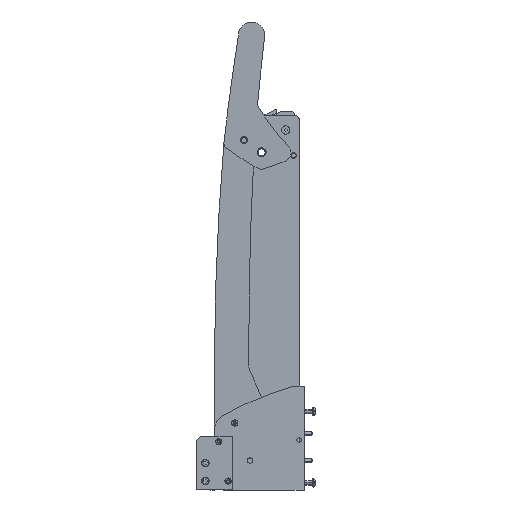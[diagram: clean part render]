
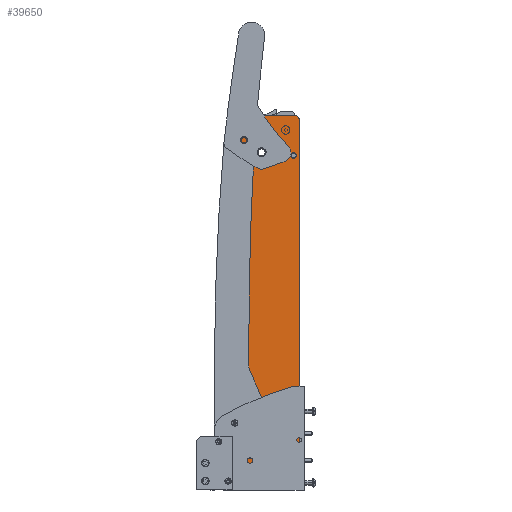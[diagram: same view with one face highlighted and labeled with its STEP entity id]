
A CAD part, left-side view. The second image highlights one B-rep face of the part: STEP entity #39650.
In plain terms, the highlighted face is planar.
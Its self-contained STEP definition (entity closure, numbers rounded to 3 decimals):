
#133 = CARTESIAN_POINT ( 'NONE',  ( -206.5, -40., -5. ) ) ;
#881 = VERTEX_POINT ( 'NONE', #3084 ) ;
#1407 = CARTESIAN_POINT ( 'NONE',  ( -202.5, -36., -5. ) ) ;
#1637 = CARTESIAN_POINT ( 'NONE',  ( -169.5, 2., -5. ) ) ;
#2162 = VERTEX_POINT ( 'NONE', #33132 ) ;
#2216 = EDGE_LOOP ( 'NONE', ( #20704, #32503 ) ) ;
#2349 = AXIS2_PLACEMENT_3D ( 'NONE', #1407, #17872, #30621 ) ;
#3084 = CARTESIAN_POINT ( 'NONE',  ( 206.5, -36., -5. ) ) ;
#4242 = LINE ( 'NONE', #20526, #17608 ) ;
#4970 = VERTEX_POINT ( 'NONE', #1637 ) ;
#6025 = CARTESIAN_POINT ( 'NONE',  ( 202.5, 36., -5. ) ) ;
#6111 = DIRECTION ( 'NONE',  ( 0., 0., 1. ) ) ;
#6300 = EDGE_CURVE ( 'NONE', #21198, #24708, #38286, .T. ) ;
#6581 = DIRECTION ( 'NONE',  ( 1., 0., 0. ) ) ;
#6748 = FACE_BOUND ( 'NONE', #2216, .T. ) ;
#7003 = VECTOR ( 'NONE', #36272, 1000. ) ;
#7225 = AXIS2_PLACEMENT_3D ( 'NONE', #9458, #38489, #34951 ) ;
#7645 = LINE ( 'NONE', #8249, #7003 ) ;
#8249 = CARTESIAN_POINT ( 'NONE',  ( -206.5, -40., -5. ) ) ;
#8328 = CIRCLE ( 'NONE', #23725, 4. ) ;
#8484 = CARTESIAN_POINT ( 'NONE',  ( -161.5, 2., -5. ) ) ;
#9061 = VERTEX_POINT ( 'NONE', #30063 ) ;
#9150 = DIRECTION ( 'NONE',  ( -1., 0., 0. ) ) ;
#9244 = DIRECTION ( 'NONE',  ( 1., 0., 0. ) ) ;
#9298 = DIRECTION ( 'NONE',  ( -1., 0., 0. ) ) ;
#9458 = CARTESIAN_POINT ( 'NONE',  ( -206.5, 40., -5. ) ) ;
#9497 = CARTESIAN_POINT ( 'NONE',  ( -202.5, 36., -5. ) ) ;
#10312 = CIRCLE ( 'NONE', #2349, 4. ) ;
#10514 = ORIENTED_EDGE ( 'NONE', *, *, #20903, .T. ) ;
#10753 = AXIS2_PLACEMENT_3D ( 'NONE', #38085, #6111, #9244 ) ;
#10827 = VECTOR ( 'NONE', #37523, 1000. ) ;
#11286 = VERTEX_POINT ( 'NONE', #35803 ) ;
#11398 = ORIENTED_EDGE ( 'NONE', *, *, #28625, .T. ) ;
#11412 = CARTESIAN_POINT ( 'NONE',  ( 206.5, -40., -5. ) ) ;
#12070 = CIRCLE ( 'NONE', #10753, 4. ) ;
#12190 = DIRECTION ( 'NONE',  ( 0., 0., -1. ) ) ;
#12246 = DIRECTION ( 'NONE',  ( 0., 0., -1. ) ) ;
#12790 = EDGE_CURVE ( 'NONE', #4970, #23852, #12070, .T. ) ;
#13066 = VECTOR ( 'NONE', #18527, 1000. ) ;
#14304 = AXIS2_PLACEMENT_3D ( 'NONE', #31282, #12246, #28154 ) ;
#14387 = EDGE_CURVE ( 'NONE', #881, #9061, #32243, .T. ) ;
#15363 = CARTESIAN_POINT ( 'NONE',  ( 202.5, -36., -5. ) ) ;
#15753 = VERTEX_POINT ( 'NONE', #25787 ) ;
#15840 = EDGE_CURVE ( 'NONE', #15753, #11286, #4242, .T. ) ;
#17608 = VECTOR ( 'NONE', #36408, 1000. ) ;
#17872 = DIRECTION ( 'NONE',  ( 0., 0., -1. ) ) ;
#18035 = ORIENTED_EDGE ( 'NONE', *, *, #19100, .F. ) ;
#18527 = DIRECTION ( 'NONE',  ( 0., 1., 0. ) ) ;
#19097 = CARTESIAN_POINT ( 'NONE',  ( -206.5, 36., -5. ) ) ;
#19100 = EDGE_CURVE ( 'NONE', #38132, #20483, #7645, .T. ) ;
#19129 = LINE ( 'NONE', #133, #10827 ) ;
#19142 = EDGE_CURVE ( 'NONE', #2162, #20483, #10312, .T. ) ;
#19480 = ORIENTED_EDGE ( 'NONE', *, *, #15840, .F. ) ;
#19700 = CIRCLE ( 'NONE', #23024, 4. ) ;
#20483 = VERTEX_POINT ( 'NONE', #21871 ) ;
#20526 = CARTESIAN_POINT ( 'NONE',  ( -206.5, 40., -5. ) ) ;
#20704 = ORIENTED_EDGE ( 'NONE', *, *, #21704, .F. ) ;
#20889 = EDGE_LOOP ( 'NONE', ( #11398, #30995 ) ) ;
#20903 = EDGE_CURVE ( 'NONE', #15753, #27123, #27746, .T. ) ;
#21078 = AXIS2_PLACEMENT_3D ( 'NONE', #34762, #12190, #37496 ) ;
#21198 = VERTEX_POINT ( 'NONE', #39835 ) ;
#21302 = EDGE_CURVE ( 'NONE', #881, #27123, #27314, .T. ) ;
#21566 = AXIS2_PLACEMENT_3D ( 'NONE', #15363, #34324, #24128 ) ;
#21704 = EDGE_CURVE ( 'NONE', #24708, #21198, #27082, .T. ) ;
#21871 = CARTESIAN_POINT ( 'NONE',  ( -206.5, -36., -5. ) ) ;
#23024 = AXIS2_PLACEMENT_3D ( 'NONE', #35610, #25816, #6581 ) ;
#23625 = CARTESIAN_POINT ( 'NONE',  ( 176.5, 0., -5. ) ) ;
#23725 = AXIS2_PLACEMENT_3D ( 'NONE', #9497, #34993, #9298 ) ;
#23852 = VERTEX_POINT ( 'NONE', #8484 ) ;
#23948 = EDGE_LOOP ( 'NONE', ( #28406, #28826, #37058, #32817, #18035, #29062, #19480, #10514 ) ) ;
#24128 = DIRECTION ( 'NONE',  ( -1., 0., 0. ) ) ;
#24708 = VERTEX_POINT ( 'NONE', #23625 ) ;
#25024 = CARTESIAN_POINT ( 'NONE',  ( 206.5, 36., -5. ) ) ;
#25787 = CARTESIAN_POINT ( 'NONE',  ( 202.5, 40., -5. ) ) ;
#25816 = DIRECTION ( 'NONE',  ( 0., 0., 1. ) ) ;
#27082 = CIRCLE ( 'NONE', #21078, 3. ) ;
#27123 = VERTEX_POINT ( 'NONE', #25024 ) ;
#27314 = LINE ( 'NONE', #11412, #13066 ) ;
#27746 = CIRCLE ( 'NONE', #39744, 4. ) ;
#28154 = DIRECTION ( 'NONE',  ( -1., 0., 0. ) ) ;
#28406 = ORIENTED_EDGE ( 'NONE', *, *, #21302, .F. ) ;
#28487 = EDGE_CURVE ( 'NONE', #38132, #11286, #8328, .T. ) ;
#28625 = EDGE_CURVE ( 'NONE', #23852, #4970, #19700, .T. ) ;
#28826 = ORIENTED_EDGE ( 'NONE', *, *, #14387, .T. ) ;
#29062 = ORIENTED_EDGE ( 'NONE', *, *, #28487, .T. ) ;
#29308 = FACE_OUTER_BOUND ( 'NONE', #23948, .T. ) ;
#30063 = CARTESIAN_POINT ( 'NONE',  ( 202.5, -40., -5. ) ) ;
#30621 = DIRECTION ( 'NONE',  ( -1., 0., 0. ) ) ;
#30995 = ORIENTED_EDGE ( 'NONE', *, *, #12790, .T. ) ;
#31282 = CARTESIAN_POINT ( 'NONE',  ( 179.5, 0., -5. ) ) ;
#32243 = CIRCLE ( 'NONE', #21566, 4. ) ;
#32503 = ORIENTED_EDGE ( 'NONE', *, *, #6300, .F. ) ;
#32817 = ORIENTED_EDGE ( 'NONE', *, *, #19142, .T. ) ;
#33132 = CARTESIAN_POINT ( 'NONE',  ( -202.5, -40., -5. ) ) ;
#34324 = DIRECTION ( 'NONE',  ( 0., 0., -1. ) ) ;
#34504 = EDGE_CURVE ( 'NONE', #2162, #9061, #19129, .T. ) ;
#34762 = CARTESIAN_POINT ( 'NONE',  ( 179.5, 0., -5. ) ) ;
#34951 = DIRECTION ( 'NONE',  ( -1., 0., 0. ) ) ;
#34993 = DIRECTION ( 'NONE',  ( 0., 0., -1. ) ) ;
#35610 = CARTESIAN_POINT ( 'NONE',  ( -165.5, 2., -5. ) ) ;
#35803 = CARTESIAN_POINT ( 'NONE',  ( -202.5, 40., -5. ) ) ;
#36272 = DIRECTION ( 'NONE',  ( 0., -1., 0. ) ) ;
#36408 = DIRECTION ( 'NONE',  ( -1., 0., 0. ) ) ;
#37058 = ORIENTED_EDGE ( 'NONE', *, *, #34504, .F. ) ;
#37496 = DIRECTION ( 'NONE',  ( -1., 0., 0. ) ) ;
#37523 = DIRECTION ( 'NONE',  ( 1., 0., 0. ) ) ;
#38085 = CARTESIAN_POINT ( 'NONE',  ( -165.5, 2., -5. ) ) ;
#38091 = PLANE ( 'NONE',  #7225 ) ;
#38132 = VERTEX_POINT ( 'NONE', #19097 ) ;
#38192 = DIRECTION ( 'NONE',  ( 0., 0., -1. ) ) ;
#38286 = CIRCLE ( 'NONE', #14304, 3. ) ;
#38489 = DIRECTION ( 'NONE',  ( 0., 0., -1. ) ) ;
#39650 = ADVANCED_FACE ( 'NONE', ( #29308, #41228, #6748 ), #38091, .T. ) ;
#39744 = AXIS2_PLACEMENT_3D ( 'NONE', #6025, #38192, #9150 ) ;
#39835 = CARTESIAN_POINT ( 'NONE',  ( 182.5, 0., -5. ) ) ;
#41228 = FACE_BOUND ( 'NONE', #20889, .T. ) ;
